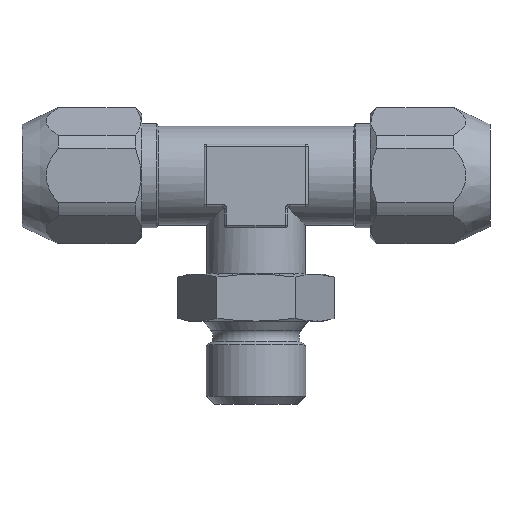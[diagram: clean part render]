
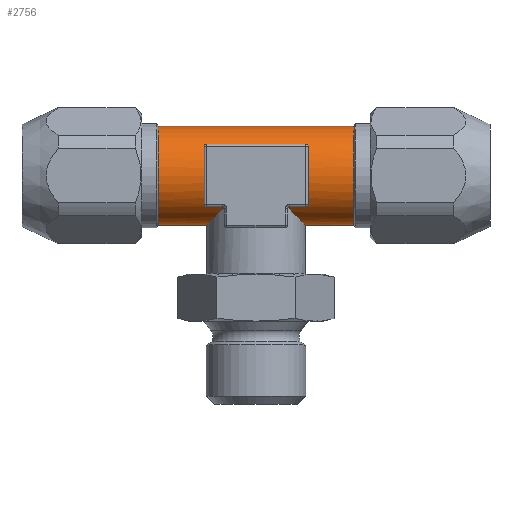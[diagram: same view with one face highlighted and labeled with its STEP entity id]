
A CAD part, top view. The second image highlights one B-rep face of the part: STEP entity #2756.
In plain terms, the highlighted cylindrical face has radius 4.75 mm (diameter 9.5 mm), a partial arc.
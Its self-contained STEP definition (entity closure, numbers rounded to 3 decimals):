
#88=CARTESIAN_POINT('',(3.059,-3.059,3.634));
#89=CARTESIAN_POINT('',(3.186,-3.186,3.527));
#90=CARTESIAN_POINT('',(3.428,-3.428,3.3));
#91=CARTESIAN_POINT('',(3.75,-3.75,2.929));
#92=CARTESIAN_POINT('',(4.034,-4.034,2.524));
#93=CARTESIAN_POINT('',(4.279,-4.279,2.084));
#94=CARTESIAN_POINT('',(4.48,-4.48,1.607));
#95=CARTESIAN_POINT('',(4.633,-4.633,1.095));
#96=CARTESIAN_POINT('',(4.728,-4.728,0.555));
#97=CARTESIAN_POINT('',(4.75,-4.75,0.186));
#98=CARTESIAN_POINT('',(4.75,-4.75,0.));
#100=DIRECTION('',(-1.,0.,0.));
#101=VECTOR('',#100,9.6);
#102=CARTESIAN_POINT('',(4.8,3.,3.683));
#103=LINE('',#102,#101);
#104=CARTESIAN_POINT('',(-3.059,-3.059,3.634));
#105=CARTESIAN_POINT('',(-3.339,-3.339,3.398));
#106=CARTESIAN_POINT('',(-3.835,-3.835,2.868));
#107=CARTESIAN_POINT('',(-4.362,-4.362,1.974));
#108=CARTESIAN_POINT('',(-4.687,-4.687,
0.973));
#109=CARTESIAN_POINT('',(-4.75,-4.75,0.32));
#110=CARTESIAN_POINT('',(-4.75,-4.75,0.));
#116=DIRECTION('',(1.,0.,0.));
#117=VECTOR('',#116,4.662);
#118=CARTESIAN_POINT('',(4.75,-4.75,0.));
#119=LINE('',#118,#117);
#120=DIRECTION('',(-1.,0.,0.));
#121=VECTOR('',#120,18.825);
#122=CARTESIAN_POINT('',(9.412,4.75,0.));
#123=LINE('',#122,#121);
#124=DIRECTION('',(-1.,0.,0.));
#125=VECTOR('',#124,4.662);
#126=CARTESIAN_POINT('',(-4.75,-4.75,0.));
#127=LINE('',#126,#125);
#160=CARTESIAN_POINT('',(4.8,3.,3.683));
#161=CARTESIAN_POINT('',(4.835,3.,3.683));
#162=CARTESIAN_POINT('',(4.904,2.981,3.698));
#163=CARTESIAN_POINT('',(4.979,2.908,3.757));
#164=CARTESIAN_POINT('',(5.,2.838,3.809));
#165=CARTESIAN_POINT('',(5.,2.8,3.837));
#184=CARTESIAN_POINT('',(5.,0.,0.));
#185=DIRECTION('',(1.,0.,0.));
#186=DIRECTION('',(0.,0.589,0.808));
#187=AXIS2_PLACEMENT_3D('',#184,#185,#186);
#218=CARTESIAN_POINT('',(5.,-2.8,3.837));
#219=CARTESIAN_POINT('',(5.,-2.828,3.817));
#220=CARTESIAN_POINT('',(4.988,-2.881,3.777));
#221=CARTESIAN_POINT('',(4.943,-2.947,3.726));
#222=CARTESIAN_POINT('',(4.877,-2.99,3.691));
#223=CARTESIAN_POINT('',(4.826,-3.,3.683));
#224=CARTESIAN_POINT('',(4.8,-3.,3.683));
#244=DIRECTION('',(1.,0.,0.));
#245=VECTOR('',#244,1.6);
#246=CARTESIAN_POINT('',(3.2,-3.,3.683));
#247=LINE('',#246,#245);
#276=CARTESIAN_POINT('',(3.2,-3.,3.683));
#277=CARTESIAN_POINT('',(3.173,-3.,3.683));
#278=CARTESIAN_POINT('',(3.12,-3.011,3.674));
#279=CARTESIAN_POINT('',(3.077,-3.04,3.65));
#280=CARTESIAN_POINT('',(3.059,-3.059,3.634));
#490=CARTESIAN_POINT('',(-3.059,-3.059,3.634));
#491=CARTESIAN_POINT('',(-3.076,-3.041,3.649));
#492=CARTESIAN_POINT('',(-3.119,-3.012,3.673));
#493=CARTESIAN_POINT('',(-3.172,-3.,3.683));
#494=CARTESIAN_POINT('',(-3.2,-3.,3.683));
#518=DIRECTION('',(1.,0.,0.));
#519=VECTOR('',#518,1.6);
#520=CARTESIAN_POINT('',(-4.8,-3.,3.683));
#521=LINE('',#520,#519);
#550=CARTESIAN_POINT('',(-4.8,-3.,3.683));
#551=CARTESIAN_POINT('',(-4.836,-3.,3.683));
#552=CARTESIAN_POINT('',(-4.906,-2.98,3.699));
#553=CARTESIAN_POINT('',(-4.98,-2.905,3.758));
#554=CARTESIAN_POINT('',(-5.,-2.837,3.81));
#555=CARTESIAN_POINT('',(-5.,-2.8,3.837));
#574=CARTESIAN_POINT('',(-5.,0.,0.));
#575=DIRECTION('',(1.,0.,0.));
#576=DIRECTION('',(0.,0.589,0.808));
#577=AXIS2_PLACEMENT_3D('',#574,#575,#576);
#608=CARTESIAN_POINT('',(-5.,2.8,3.837));
#609=CARTESIAN_POINT('',(-5.,2.837,3.81));
#610=CARTESIAN_POINT('',(-4.98,2.905,3.759));
#611=CARTESIAN_POINT('',(-4.906,2.98,3.699));
#612=CARTESIAN_POINT('',(-4.836,3.,3.683));
#613=CARTESIAN_POINT('',(-4.8,3.,3.683));
#1679=CARTESIAN_POINT('',(9.412,0.,0.));
#1680=DIRECTION('',(1.,0.,0.));
#1681=DIRECTION('',(0.,1.,0.));
#1682=AXIS2_PLACEMENT_3D('',#1679,#1680,#1681);
#2179=CARTESIAN_POINT('',(-9.412,0.,0.));
#2180=DIRECTION('',(1.,0.,0.));
#2181=DIRECTION('',(0.,1.,0.));
#2182=AXIS2_PLACEMENT_3D('',#2179,#2180,#2181);
#2202=CARTESIAN_POINT('',(-9.412,4.75,0.));
#2203=CARTESIAN_POINT('',(-9.412,-4.75,0.));
#2204=VERTEX_POINT('',#2202);
#2205=VERTEX_POINT('',#2203);
#2310=CARTESIAN_POINT('',(-5.,2.8,3.837));
#2311=CARTESIAN_POINT('',(-5.,-2.8,3.837));
#2312=VERTEX_POINT('',#2310);
#2313=VERTEX_POINT('',#2311);
#2318=CARTESIAN_POINT('',(-4.8,-3.,3.683));
#2319=CARTESIAN_POINT('',(-3.2,-3.,3.683));
#2320=VERTEX_POINT('',#2318);
#2321=VERTEX_POINT('',#2319);
#2326=VERTEX_POINT('',#613);
#2332=VERTEX_POINT('',#104);
#2333=VERTEX_POINT('',#110);
#2359=CARTESIAN_POINT('',(9.412,4.75,0.));
#2360=CARTESIAN_POINT('',(9.412,-4.75,0.));
#2361=VERTEX_POINT('',#2359);
#2362=VERTEX_POINT('',#2360);
#2363=CARTESIAN_POINT('',(5.,2.8,3.837));
#2364=CARTESIAN_POINT('',(5.,-2.8,3.837));
#2365=VERTEX_POINT('',#2363);
#2366=VERTEX_POINT('',#2364);
#2371=CARTESIAN_POINT('',(3.2,-3.,3.683));
#2372=CARTESIAN_POINT('',(4.8,-3.,3.683));
#2373=VERTEX_POINT('',#2371);
#2374=VERTEX_POINT('',#2372);
#2379=VERTEX_POINT('',#280);
#2381=VERTEX_POINT('',#160);
#2383=VERTEX_POINT('',#98);
#2715=CARTESIAN_POINT('',(-24.388,0.,0.));
#2716=DIRECTION('',(1.,0.,0.));
#2717=DIRECTION('',(0.,-1.,0.));
#2718=AXIS2_PLACEMENT_3D('',#2715,#2716,#2717);
#2719=CYLINDRICAL_SURFACE('',#2718,4.75);
#2721=ORIENTED_EDGE('',*,*,#2720,.F.);
#2723=ORIENTED_EDGE('',*,*,#2722,.T.);
#2725=ORIENTED_EDGE('',*,*,#2724,.F.);
#2726=ORIENTED_EDGE('',*,*,#2689,.F.);
#2728=ORIENTED_EDGE('',*,*,#2727,.F.);
#2730=ORIENTED_EDGE('',*,*,#2729,.T.);
#2732=ORIENTED_EDGE('',*,*,#2731,.F.);
#2734=ORIENTED_EDGE('',*,*,#2733,.F.);
#2736=ORIENTED_EDGE('',*,*,#2735,.F.);
#2738=ORIENTED_EDGE('',*,*,#2737,.T.);
#2740=ORIENTED_EDGE('',*,*,#2739,.F.);
#2742=ORIENTED_EDGE('',*,*,#2741,.T.);
#2744=ORIENTED_EDGE('',*,*,#2743,.F.);
#2746=ORIENTED_EDGE('',*,*,#2745,.T.);
#2748=ORIENTED_EDGE('',*,*,#2747,.F.);
#2749=ORIENTED_EDGE('',*,*,#2697,.T.);
#2751=ORIENTED_EDGE('',*,*,#2750,.T.);
#2753=ORIENTED_EDGE('',*,*,#2752,.F.);
#2754=EDGE_LOOP('',(#2721,#2723,#2725,#2726,#2728,#2730,#2732,#2734,#2736,#2738,
#2740,#2742,#2744,#2746,#2748,#2749,#2751,#2753));
#2755=FACE_OUTER_BOUND('',#2754,.F.);
#2756=ADVANCED_FACE('',(#2755),#2719,.T.);
#99=B_SPLINE_CURVE_WITH_KNOTS('',3,(#88,#89,#90,#91,#92,#93,#94,#95,#96,#97,
#98),.UNSPECIFIED.,.F.,.F.,(4,1,1,1,1,1,1,1,4),(0.,0.125,0.25,0.375,
0.5,0.625,0.75,0.875,1.),.UNSPECIFIED.);
#111=B_SPLINE_CURVE_WITH_KNOTS('',3,(#104,#105,#106,#107,#108,#109,#110),
.UNSPECIFIED.,.F.,.F.,(4,1,1,1,4),(0.,0.25,0.5,0.75,1.),
.UNSPECIFIED.);
#166=B_SPLINE_CURVE_WITH_KNOTS('',3,(#160,#161,#162,#163,#164,#165),
.UNSPECIFIED.,.F.,.F.,(4,1,1,4),(0.,0.333,0.667,1.),
.UNSPECIFIED.);
#188=CIRCLE('',#187,4.75);
#225=B_SPLINE_CURVE_WITH_KNOTS('',3,(#218,#219,#220,#221,#222,#223,#224),
.UNSPECIFIED.,.F.,.F.,(4,1,1,1,4),(0.,0.25,0.5,0.75,1.),
.UNSPECIFIED.);
#281=B_SPLINE_CURVE_WITH_KNOTS('',3,(#276,#277,#278,#279,#280),.UNSPECIFIED.,
.F.,.F.,(4,1,4),(0.,0.5,1.),.UNSPECIFIED.);
#495=B_SPLINE_CURVE_WITH_KNOTS('',3,(#490,#491,#492,#493,#494),.UNSPECIFIED.,
.F.,.F.,(4,1,4),(0.,0.5,1.),.UNSPECIFIED.);
#556=B_SPLINE_CURVE_WITH_KNOTS('',3,(#550,#551,#552,#553,#554,#555),
.UNSPECIFIED.,.F.,.F.,(4,1,1,4),(0.,0.333,0.667,1.),
.UNSPECIFIED.);
#578=CIRCLE('',#577,4.75);
#614=B_SPLINE_CURVE_WITH_KNOTS('',3,(#608,#609,#610,#611,#612,#613),
.UNSPECIFIED.,.F.,.F.,(4,1,1,4),(0.,0.333,0.667,1.),
.UNSPECIFIED.);
#1683=CIRCLE('',#1682,4.75);
#2183=CIRCLE('',#2182,4.75);
#2689=EDGE_CURVE('',#2379,#2383,#99,.T.);
#2697=EDGE_CURVE('',#2332,#2333,#111,.T.);
#2720=EDGE_CURVE('',#2361,#2204,#123,.T.);
#2722=EDGE_CURVE('',#2361,#2362,#1683,.T.);
#2724=EDGE_CURVE('',#2383,#2362,#119,.T.);
#2727=EDGE_CURVE('',#2373,#2379,#281,.T.);
#2729=EDGE_CURVE('',#2373,#2374,#247,.T.);
#2731=EDGE_CURVE('',#2366,#2374,#225,.T.);
#2733=EDGE_CURVE('',#2365,#2366,#188,.T.);
#2735=EDGE_CURVE('',#2381,#2365,#166,.T.);
#2737=EDGE_CURVE('',#2381,#2326,#103,.T.);
#2739=EDGE_CURVE('',#2312,#2326,#614,.T.);
#2741=EDGE_CURVE('',#2312,#2313,#578,.T.);
#2743=EDGE_CURVE('',#2320,#2313,#556,.T.);
#2745=EDGE_CURVE('',#2320,#2321,#521,.T.);
#2747=EDGE_CURVE('',#2332,#2321,#495,.T.);
#2750=EDGE_CURVE('',#2333,#2205,#127,.T.);
#2752=EDGE_CURVE('',#2204,#2205,#2183,.T.);
